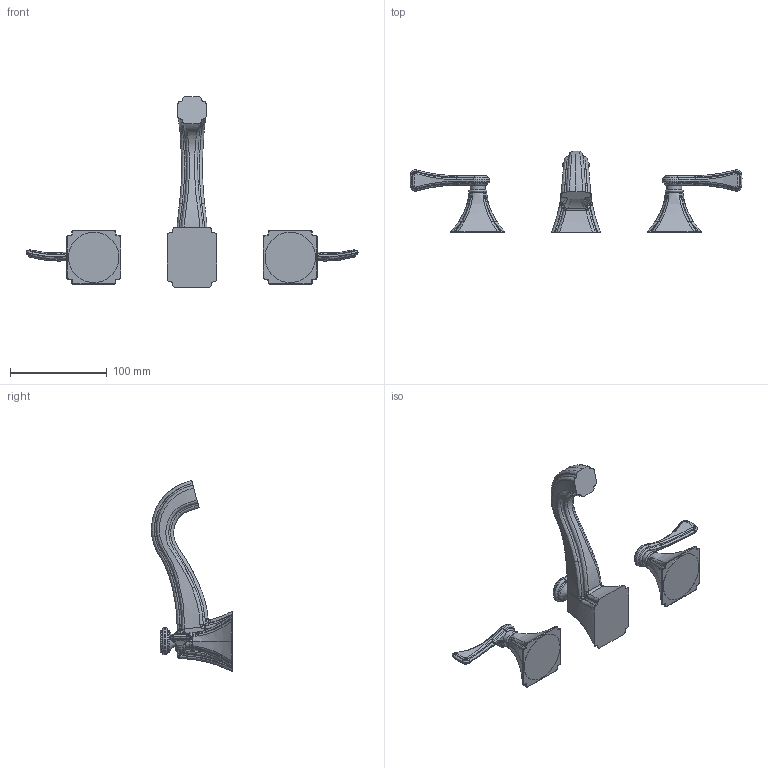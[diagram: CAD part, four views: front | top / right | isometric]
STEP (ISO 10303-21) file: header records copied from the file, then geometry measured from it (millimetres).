
FILE_DESCRIPTION((''),'2;1');
FILE_NAME('2530','2020-11-27T13:41:47',('jinson.thomas'),(''),'CREO PARAMETRIC BY PTC INC, 2018400','CREO PARAMETRIC BY PTC INC, 2018400','');
FILE_SCHEMA(('CONFIG_CONTROL_DESIGN'));
Length unit declared in the file: inch
Products named in the file (1): 2530
Bounding box: 343.44 x 83.91 x 197.52 mm (x, y, z)
Volume: 290541.6 mm3; surface area: 53701.3 mm2
Topology: 3 solids, 3 shells, 491 faces, 1195 edges, 716 vertices
Faces by surface type: bspline 313, cylinder 66, torus 59, plane 26, extrusion 16, sphere 11
Entity records: 33946 total; most frequent: CARTESIAN_POINT 25179, ORIENTED_EDGE 2376, EDGE_CURVE 1188, DIRECTION 944, B_SPLINE_CURVE_WITH_KNOTS 849, VERTEX_POINT 716, EDGE_LOOP 504, FACE_OUTER_BOUND 491
